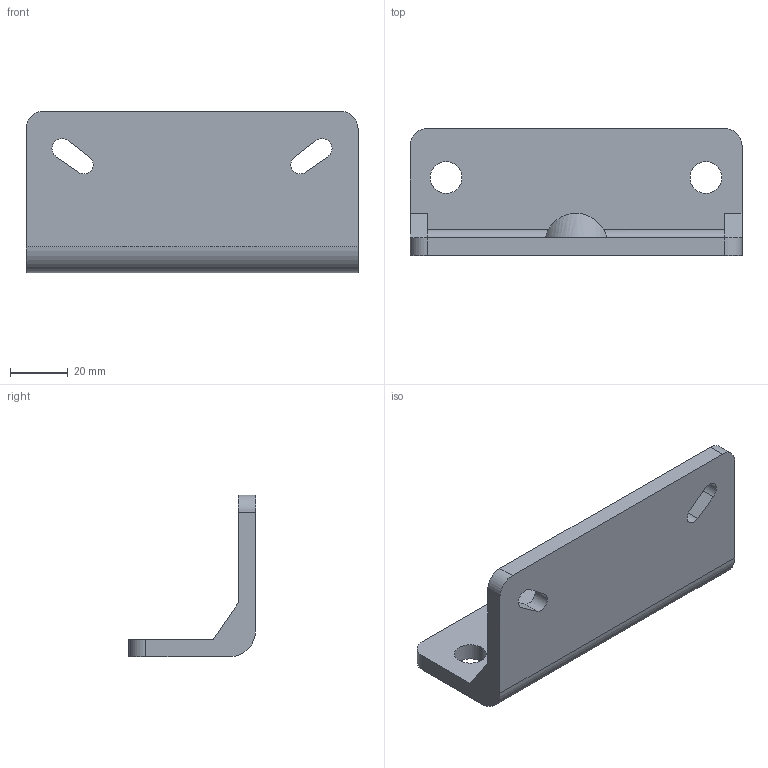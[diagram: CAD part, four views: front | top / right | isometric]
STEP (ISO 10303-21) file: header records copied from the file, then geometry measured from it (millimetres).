
FILE_DESCRIPTION (( 'STEP AP203' ), '1' );
FILE_NAME ('0052-100.STEP', '2015-10-02T14:56:42', ( 'utente11' ), ( '' ), 'SwSTEP 2.0', 'SolidWorks 2015', '' );
FILE_SCHEMA (( 'CONFIG_CONTROL_DESIGN' ));
Length unit declared in the file: millimetre
Products named in the file (1): 0052-100
Bounding box: 115 x 44 x 56 mm (x, y, z)
Volume: 61889.3 mm3; surface area: 23618.5 mm2
Topology: 1 solids, 1 shells, 34 faces, 96 edges, 64 vertices
Faces by surface type: cylinder 17, plane 16, bspline 1
Entity records: 1294 total; most frequent: CARTESIAN_POINT 296, DIRECTION 192, ORIENTED_EDGE 192, EDGE_CURVE 96, AXIS2_PLACEMENT_3D 66, VERTEX_POINT 64, VECTOR 60, LINE 60
